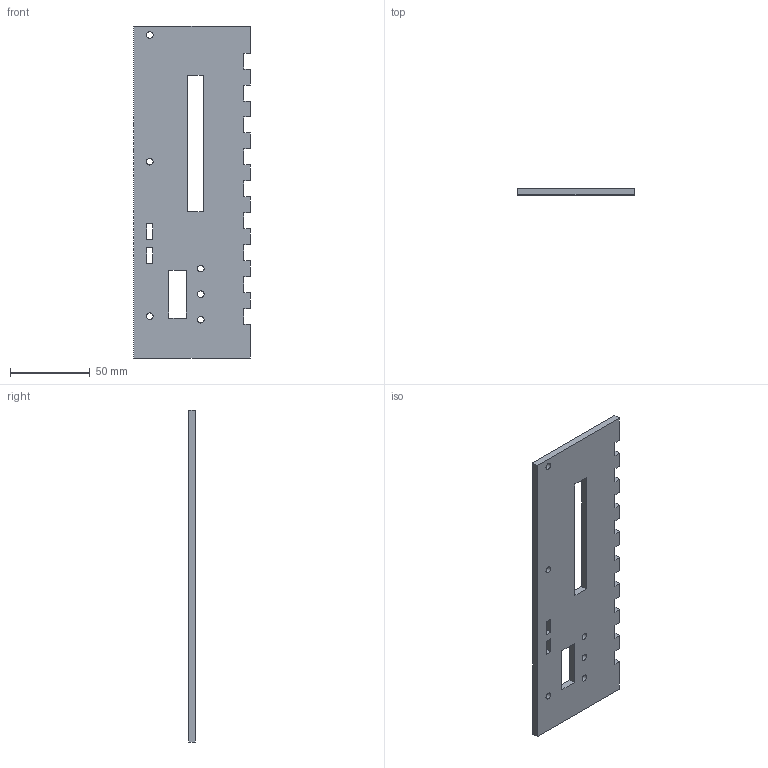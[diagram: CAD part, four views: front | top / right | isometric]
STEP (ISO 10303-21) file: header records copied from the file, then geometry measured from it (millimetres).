
FILE_DESCRIPTION(/* description */ (''),/* implementation_level */ '2;1');
FILE_NAME(/* name */ '',/* time_stamp */ '2025-03-12T20:02:09+03:00',/* author */ ('Phantom'),/* organization */ (''),/* preprocessor_version */ 'ST-DEVELOPER v20',/* originating_system */ 'Autodesk Inventor 2025',/* authorisation */ '');
FILE_SCHEMA (('AUTOMOTIVE_DESIGN { 1 0 10303 214 3 1 1 }'));
Length unit declared in the file: millimetre
Products named in the file (1): стульчак
Bounding box: 73 x 4 x 208 mm (x, y, z)
Volume: 53901.1 mm3; surface area: 31119.7 mm2
Topology: 1 solids, 1 shells, 64 faces, 186 edges, 128 vertices
Faces by surface type: plane 58, cylinder 6
Full cylindrical faces by diameter (mm): 4.2 x6
Entity records: 2180 total; most frequent: CARTESIAN_POINT 379, ORIENTED_EDGE 372, DIRECTION 328, EDGE_CURVE 186, LINE 174, VECTOR 174, VERTEX_POINT 124, EDGE_LOOP 84
